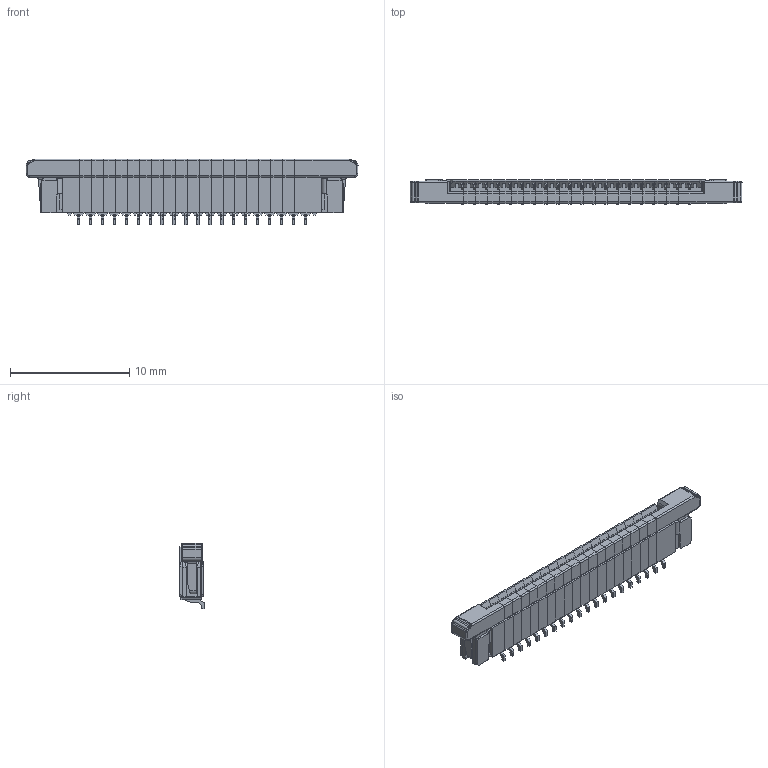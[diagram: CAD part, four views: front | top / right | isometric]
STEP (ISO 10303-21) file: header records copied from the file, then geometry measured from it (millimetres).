
FILE_DESCRIPTION (( 'STEP AP214' ), '1' );
FILE_NAME ('reoriented-F52Q-1A7H1-11020.STEP', '2023-08-31T18:53:11', ( '' ), ( '' ), 'SwSTEP 2.0', 'SolidWorks 2021', '' );
FILE_SCHEMA (( 'AUTOMOTIVE_DESIGN' ));
Length unit declared in the file: millimetre
Products named in the file (5): F52Q_M.STEP; reoriented-F52Q-1A7H1-11020; F52Q-1A7H1-11020.STEP; F52Q_R.STEP; F52Q_L.STEP
Assembly tree (21 placements, depth 3):
  reoriented-F52Q-1A7H1-11020
    F52Q-1A7H1-11020.STEP
      F52Q_L.STEP
      F52Q_M.STEP  x18
      F52Q_R.STEP
Bounding box: 27.8 x 2.05 x 5.5 mm (x, y, z)
Volume: 177.7 mm3; surface area: 1097.9 mm2
Topology: 20 solids, 20 shells, 3223 faces, 9299 edges, 6130 vertices
Faces by surface type: plane 2479, cylinder 712, torus 16, bspline 16
Entity records: 26118 total; most frequent: CARTESIAN_POINT 5616, ORIENTED_EDGE 4422, DIRECTION 4025, EDGE_CURVE 2211, LINE 1669, VECTOR 1669, VERTEX_POINT 1438, AXIS2_PLACEMENT_3D 1178
